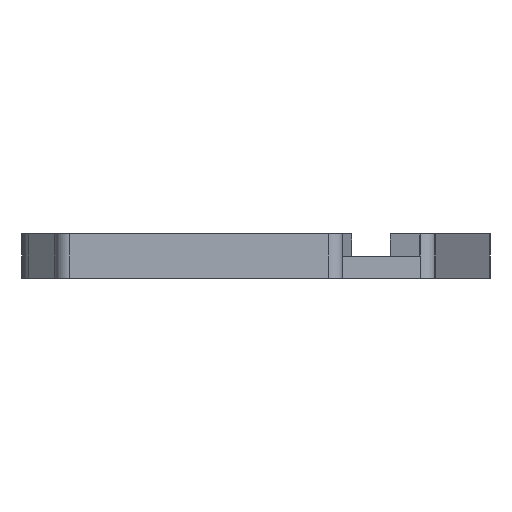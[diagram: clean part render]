
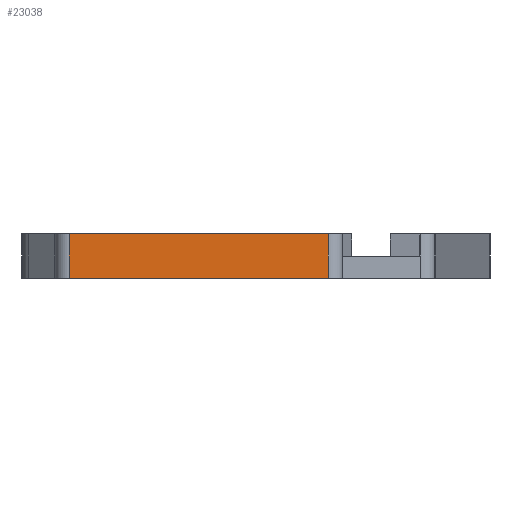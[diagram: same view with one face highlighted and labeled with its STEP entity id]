
A CAD part, left-side view. The second image highlights one B-rep face of the part: STEP entity #23038.
In plain terms, the highlighted planar face has unit normal (-1, -0.001, 0).
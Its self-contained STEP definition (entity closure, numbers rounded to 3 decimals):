
#703=PLANE('',#24628);
#1829=FACE_OUTER_BOUND('',#3212,.T.);
#3212=EDGE_LOOP('',(#18602,#18603,#18604,#18605));
#4058=LINE('',#32296,#6749);
#5292=LINE('',#35365,#7983);
#5293=LINE('',#35368,#7984);
#5294=LINE('',#35369,#7985);
#6749=VECTOR('',#25795,10.);
#7983=VECTOR('',#28707,10.);
#7984=VECTOR('',#28710,10.);
#7985=VECTOR('',#28711,10.);
#10059=VERTEX_POINT('',#32293);
#10060=VERTEX_POINT('',#32295);
#11056=VERTEX_POINT('',#35363);
#11057=VERTEX_POINT('',#35367);
#12281=EDGE_CURVE('',#10059,#10060,#4058,.T.);
#13774=EDGE_CURVE('',#11056,#10059,#5292,.T.);
#13775=EDGE_CURVE('',#11057,#11056,#5293,.T.);
#13776=EDGE_CURVE('',#11057,#10060,#5294,.T.);
#18602=ORIENTED_EDGE('',*,*,#13774,.F.);
#18603=ORIENTED_EDGE('',*,*,#13775,.F.);
#18604=ORIENTED_EDGE('',*,*,#13776,.T.);
#18605=ORIENTED_EDGE('',*,*,#12281,.F.);
#23038=ADVANCED_FACE('',(#1829),#703,.T.);
#24628=AXIS2_PLACEMENT_3D('',#35366,#28708,#28709);
#25795=DIRECTION('',(0.001,-1.,0.));
#28707=DIRECTION('',(0.,0.,1.));
#28708=DIRECTION('center_axis',(-1.,-0.001,
0.));
#28709=DIRECTION('ref_axis',(-0.001,1.,0.));
#28710=DIRECTION('',(-0.001,1.,0.));
#28711=DIRECTION('',(0.,0.,1.));
#32293=CARTESIAN_POINT('',(-175.402,34.636,9.6));
#32295=CARTESIAN_POINT('',(-175.342,-21.786,9.6));
#32296=CARTESIAN_POINT('',(-175.402,34.636,9.6));
#35363=CARTESIAN_POINT('',(-175.402,34.636,0.));
#35365=CARTESIAN_POINT('',(-175.402,34.636,1.));
#35366=CARTESIAN_POINT('Origin',(-175.342,-21.786,1.));
#35367=CARTESIAN_POINT('',(-175.342,-21.786,0.));
#35368=CARTESIAN_POINT('',(-175.402,34.636,0.));
#35369=CARTESIAN_POINT('',(-175.342,-21.786,1.));
